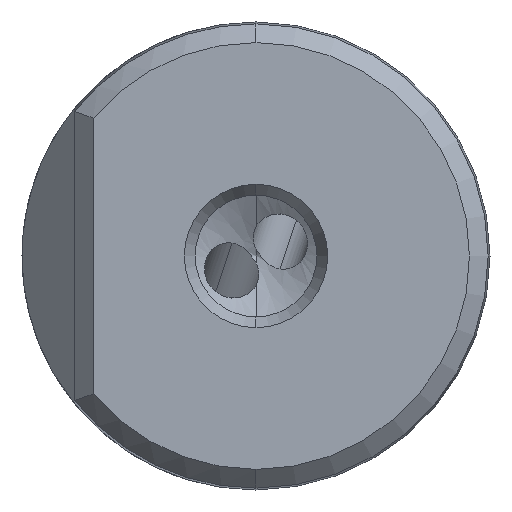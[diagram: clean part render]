
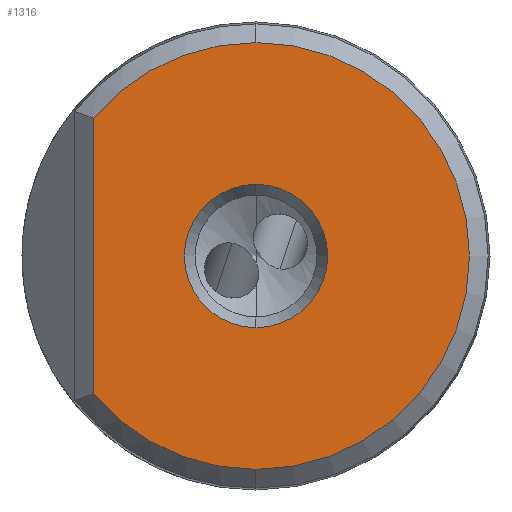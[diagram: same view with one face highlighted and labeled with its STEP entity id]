
A CAD part, left-side view. The second image highlights one B-rep face of the part: STEP entity #1316.
In plain terms, the highlighted planar face has unit normal (-1, 0, 0).
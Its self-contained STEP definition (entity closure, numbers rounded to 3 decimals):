
#78 = DIRECTION ( 'NONE',  ( 0., 0., -1. ) ) ;
#130 = CARTESIAN_POINT ( 'NONE',  ( 0., 0., 0. ) ) ;
#168 = EDGE_CURVE ( 'NONE', #3377, #2441, #1076, .T. ) ;
#189 = CARTESIAN_POINT ( 'NONE',  ( 0., 0., 3.827 ) ) ;
#209 = VERTEX_POINT ( 'NONE', #827 ) ;
#318 = CARTESIAN_POINT ( 'NONE',  ( 0., 0., 0. ) ) ;
#363 = LINE ( 'NONE', #2650, #3306 ) ;
#567 = EDGE_CURVE ( 'NONE', #2336, #1272, #659, .T. ) ;
#593 = AXIS2_PLACEMENT_3D ( 'NONE', #130, #1005, #1240 ) ;
#648 = ORIENTED_EDGE ( 'NONE', *, *, #1531, .T. ) ;
#659 = CIRCLE ( 'NONE', #2516, 3.827 ) ;
#742 = CIRCLE ( 'NONE', #1019, 3.827 ) ;
#745 = ORIENTED_EDGE ( 'NONE', *, *, #3217, .T. ) ;
#750 = FACE_BOUND ( 'NONE', #2302, .T. ) ;
#827 = CARTESIAN_POINT ( 'NONE',  ( 0., 8.7, 7.367 ) ) ;
#863 = AXIS2_PLACEMENT_3D ( 'NONE', #3318, #2970, #3257 ) ;
#869 = DIRECTION ( 'NONE',  ( 0., 0., 1. ) ) ;
#1005 = DIRECTION ( 'NONE',  ( 1., 0., 0. ) ) ;
#1019 = AXIS2_PLACEMENT_3D ( 'NONE', #1620, #2137, #2685 ) ;
#1020 = CIRCLE ( 'NONE', #2909, 11.4 ) ;
#1076 = CIRCLE ( 'NONE', #863, 11.4 ) ;
#1176 = CIRCLE ( 'NONE', #2459, 11.4 ) ;
#1225 = CARTESIAN_POINT ( 'NONE',  ( 0., 0., -3.827 ) ) ;
#1233 = CARTESIAN_POINT ( 'NONE',  ( 0., 0., -11.4 ) ) ;
#1240 = DIRECTION ( 'NONE',  ( 0., 0., -1. ) ) ;
#1272 = VERTEX_POINT ( 'NONE', #1225 ) ;
#1313 = EDGE_LOOP ( 'NONE', ( #2623, #2779, #648, #745 ) ) ;
#1316 = ADVANCED_FACE ( 'NONE', ( #750, #3117 ), #2711, .F. ) ;
#1331 = ORIENTED_EDGE ( 'NONE', *, *, #1801, .F. ) ;
#1525 = CARTESIAN_POINT ( 'NONE',  ( 0., 8.7, -7.367 ) ) ;
#1531 = EDGE_CURVE ( 'NONE', #1691, #209, #1176, .T. ) ;
#1549 = DIRECTION ( 'NONE',  ( 0., 0., 1. ) ) ;
#1620 = CARTESIAN_POINT ( 'NONE',  ( 0., 0., 0. ) ) ;
#1691 = VERTEX_POINT ( 'NONE', #3480 ) ;
#1801 = EDGE_CURVE ( 'NONE', #1272, #2336, #742, .T. ) ;
#2137 = DIRECTION ( 'NONE',  ( -1., 0., 0. ) ) ;
#2302 = EDGE_LOOP ( 'NONE', ( #3455, #1331 ) ) ;
#2336 = VERTEX_POINT ( 'NONE', #189 ) ;
#2441 = VERTEX_POINT ( 'NONE', #1233 ) ;
#2459 = AXIS2_PLACEMENT_3D ( 'NONE', #3520, #2701, #1549 ) ;
#2516 = AXIS2_PLACEMENT_3D ( 'NONE', #3472, #3525, #3534 ) ;
#2578 = DIRECTION ( 'NONE',  ( -1., 0., 0. ) ) ;
#2623 = ORIENTED_EDGE ( 'NONE', *, *, #168, .T. ) ;
#2650 = CARTESIAN_POINT ( 'NONE',  ( 0., 8.7, 0. ) ) ;
#2685 = DIRECTION ( 'NONE',  ( 0., 0., 1. ) ) ;
#2701 = DIRECTION ( 'NONE',  ( -1., 0., 0. ) ) ;
#2711 = PLANE ( 'NONE',  #593 ) ;
#2779 = ORIENTED_EDGE ( 'NONE', *, *, #3091, .T. ) ;
#2909 = AXIS2_PLACEMENT_3D ( 'NONE', #318, #2578, #869 ) ;
#2970 = DIRECTION ( 'NONE',  ( -1., 0., 0. ) ) ;
#3091 = EDGE_CURVE ( 'NONE', #2441, #1691, #1020, .T. ) ;
#3117 = FACE_OUTER_BOUND ( 'NONE', #1313, .T. ) ;
#3217 = EDGE_CURVE ( 'NONE', #209, #3377, #363, .T. ) ;
#3257 = DIRECTION ( 'NONE',  ( 0., 0., 1. ) ) ;
#3306 = VECTOR ( 'NONE', #78, 1000. ) ;
#3318 = CARTESIAN_POINT ( 'NONE',  ( 0., 0., 0. ) ) ;
#3377 = VERTEX_POINT ( 'NONE', #1525 ) ;
#3455 = ORIENTED_EDGE ( 'NONE', *, *, #567, .F. ) ;
#3472 = CARTESIAN_POINT ( 'NONE',  ( 0., 0., 0. ) ) ;
#3480 = CARTESIAN_POINT ( 'NONE',  ( 0., 0., 11.4 ) ) ;
#3520 = CARTESIAN_POINT ( 'NONE',  ( 0., 0., 0. ) ) ;
#3525 = DIRECTION ( 'NONE',  ( -1., 0., 0. ) ) ;
#3534 = DIRECTION ( 'NONE',  ( 0., 0., 1. ) ) ;
